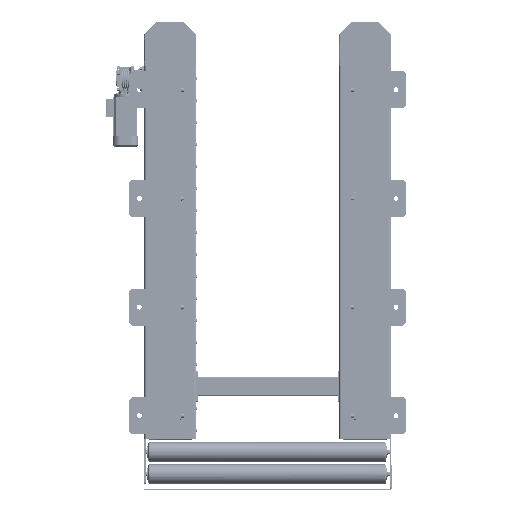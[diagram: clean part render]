
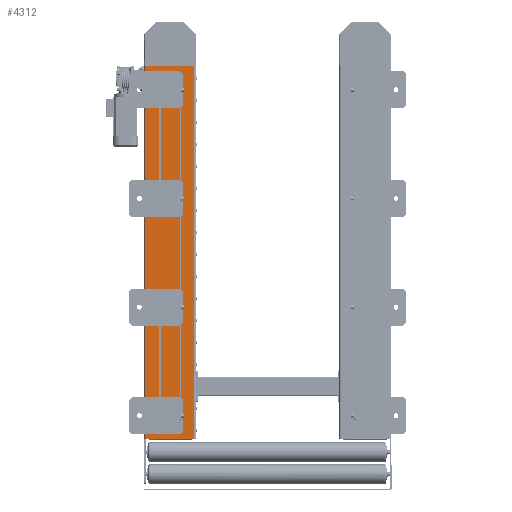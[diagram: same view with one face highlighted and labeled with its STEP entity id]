
A CAD part, front view. The second image highlights one B-rep face of the part: STEP entity #4312.
In plain terms, the highlighted free-form (B-spline) face has degree [1, 1] with [2, 2] control points.
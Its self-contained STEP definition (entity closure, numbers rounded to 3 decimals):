
#3875 = VERTEX_POINT('',#3876);
#3876 = CARTESIAN_POINT('',(-491.421,0.,
    -1689.04));
#3898 = VERTEX_POINT('',#3899);
#3899 = CARTESIAN_POINT('',(-491.421,0.,
    -179.898));
#3941 = EDGE_CURVE('',#3898,#3942,#3944,.T.);
#3942 = VERTEX_POINT('',#3943);
#3943 = CARTESIAN_POINT('',(-297.531,0.,
    -179.898));
#3944 = B_SPLINE_CURVE_WITH_KNOTS('',1,(#3945,#3946),.UNSPECIFIED.,.F.,
  .F.,(2,2),(3.,197.),.PIECEWISE_BEZIER_KNOTS.);
#3945 = CARTESIAN_POINT('',(-491.421,0.,
    -179.898));
#3946 = CARTESIAN_POINT('',(-297.531,0.,
    -179.898));
#3964 = VERTEX_POINT('',#3965);
#3965 = CARTESIAN_POINT('',(-297.531,0.,
    -1689.04));
#4005 = EDGE_CURVE('',#3875,#3964,#4006,.T.);
#4006 = B_SPLINE_CURVE_WITH_KNOTS('',1,(#4007,#4008),.UNSPECIFIED.,.F.,
  .F.,(2,2),(3.,197.),.PIECEWISE_BEZIER_KNOTS.);
#4007 = CARTESIAN_POINT('',(-491.421,0.,
    -1689.04));
#4008 = CARTESIAN_POINT('',(-297.531,0.,
    -1689.04));
#4299 = EDGE_CURVE('',#3964,#3942,#4300,.T.);
#4300 = B_SPLINE_CURVE_WITH_KNOTS('',1,(#4301,#4302),.UNSPECIFIED.,.F.,
  .F.,(2,2),(0.,1510.),.PIECEWISE_BEZIER_KNOTS.);
#4301 = CARTESIAN_POINT('',(-297.531,0.,
    -1689.04));
#4302 = CARTESIAN_POINT('',(-297.531,0.,
    -179.898));
#4312 = ADVANCED_FACE('',(#4313),#4323,.T.);
#4313 = FACE_BOUND('',#4314,.T.);
#4314 = EDGE_LOOP('',(#4315,#4316,#4321,#4322));
#4315 = ORIENTED_EDGE('',*,*,#3941,.F.);
#4316 = ORIENTED_EDGE('',*,*,#4317,.F.);
#4317 = EDGE_CURVE('',#3875,#3898,#4318,.T.);
#4318 = B_SPLINE_CURVE_WITH_KNOTS('',1,(#4319,#4320),.UNSPECIFIED.,.F.,
  .F.,(2,2),(0.,1510.),.PIECEWISE_BEZIER_KNOTS.);
#4319 = CARTESIAN_POINT('',(-491.421,0.,
    -1689.04));
#4320 = CARTESIAN_POINT('',(-491.421,0.,
    -179.898));
#4321 = ORIENTED_EDGE('',*,*,#4005,.T.);
#4322 = ORIENTED_EDGE('',*,*,#4299,.T.);
#4323 = B_SPLINE_SURFACE_WITH_KNOTS('',1,1,(
    (#4324,#4325)
    ,(#4326,#4327
  )),.UNSPECIFIED.,.F.,.F.,.F.,(2,2),(2,2),(-1510.,0.),(3.,197.),
  .PIECEWISE_BEZIER_KNOTS.);
#4324 = CARTESIAN_POINT('',(-491.421,0.,
    -179.898));
#4325 = CARTESIAN_POINT('',(-297.531,0.,
    -179.898));
#4326 = CARTESIAN_POINT('',(-491.421,0.,
    -1689.04));
#4327 = CARTESIAN_POINT('',(-297.531,0.,
    -1689.04));
